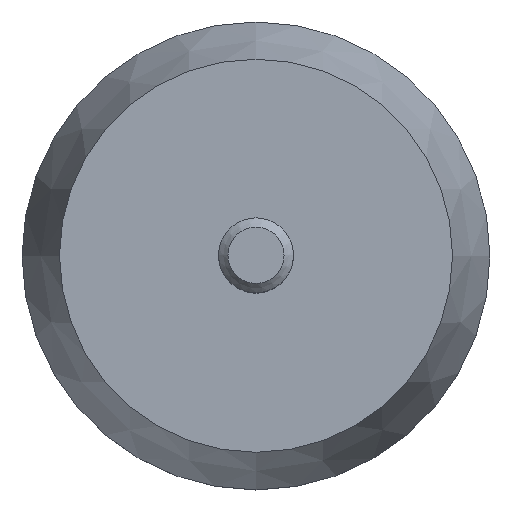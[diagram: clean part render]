
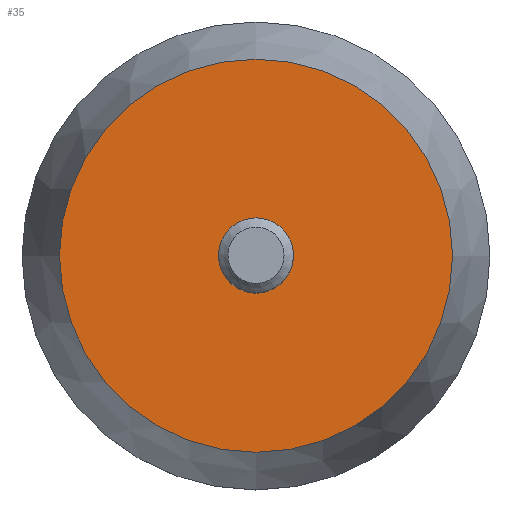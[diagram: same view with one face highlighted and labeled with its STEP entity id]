
A CAD part, top view. The second image highlights one B-rep face of the part: STEP entity #35.
In plain terms, the highlighted planar face has unit normal (0, 0, 1).
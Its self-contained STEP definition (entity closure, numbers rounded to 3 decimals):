
#35 = ADVANCED_FACE( '', ( #70, #71 ), #72, .T. );
#70 = FACE_OUTER_BOUND( '', #103, .T. );
#71 = FACE_BOUND( '', #104, .T. );
#72 = PLANE( '', #105 );
#103 = EDGE_LOOP( '', ( #134 ) );
#104 = EDGE_LOOP( '', ( #135 ) );
#105 = AXIS2_PLACEMENT_3D( '', #136, #137, #138 );
#134 = ORIENTED_EDGE( '', *, *, #168, .T. );
#135 = ORIENTED_EDGE( '', *, *, #169, .F. );
#136 = CARTESIAN_POINT( '', ( 4., 0., 17. ) );
#137 = DIRECTION( '', ( 0., 0., 1. ) );
#138 = DIRECTION( '', ( 1., 0., 0. ) );
#168 = EDGE_CURVE( '', #185, #185, #186, .T. );
#169 = EDGE_CURVE( '', #187, #187, #188, .T. );
#185 = VERTEX_POINT( '', #204 );
#186 = CIRCLE( '', #205, 21. );
#187 = VERTEX_POINT( '', #206 );
#188 = CIRCLE( '', #207, 4. );
#204 = CARTESIAN_POINT( '', ( 21., 0., 17. ) );
#205 = AXIS2_PLACEMENT_3D( '', #224, #225, #226 );
#206 = CARTESIAN_POINT( '', ( 4., 0., 17. ) );
#207 = AXIS2_PLACEMENT_3D( '', #227, #228, #229 );
#224 = CARTESIAN_POINT( '', ( 0., 0., 17. ) );
#225 = DIRECTION( '', ( 0., 0., 1. ) );
#226 = DIRECTION( '', ( 1., 0., 0. ) );
#227 = CARTESIAN_POINT( '', ( 0., 0., 17. ) );
#228 = DIRECTION( '', ( 0., 0., 1. ) );
#229 = DIRECTION( '', ( 1., 0., 0. ) );
